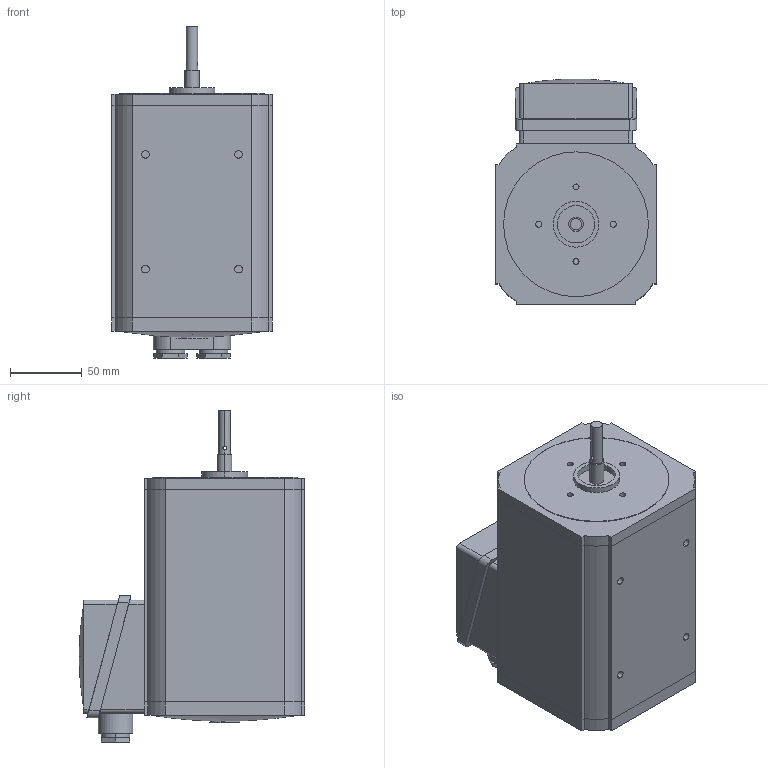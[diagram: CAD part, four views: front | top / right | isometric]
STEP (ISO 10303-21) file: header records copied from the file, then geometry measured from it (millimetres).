
FILE_DESCRIPTION (( 'STEP AP214' ), '1' );
FILE_NAME ('IGK100-80.STEP', '2023-05-17T08:09:00', ( '' ), ( '' ), 'SwSTEP 2.0', 'SolidWorks 2020', '' );
FILE_SCHEMA (( 'AUTOMOTIVE_DESIGN' ));
Length unit declared in the file: millimetre
Products named in the file (1): IGK100-80
Bounding box: 112 x 157.5 x 231.5 mm (x, y, z)
Volume: 2314249.7 mm3; surface area: 115829.9 mm2
Topology: 1 solids, 1 shells, 182 faces, 434 edges, 273 vertices
Faces by surface type: plane 108, cylinder 67, sphere 7
Entity records: 5343 total; most frequent: CARTESIAN_POINT 1024, DIRECTION 925, ORIENTED_EDGE 868, EDGE_CURVE 434, AXIS2_PLACEMENT_3D 330, VERTEX_POINT 273, LINE 265, VECTOR 265
